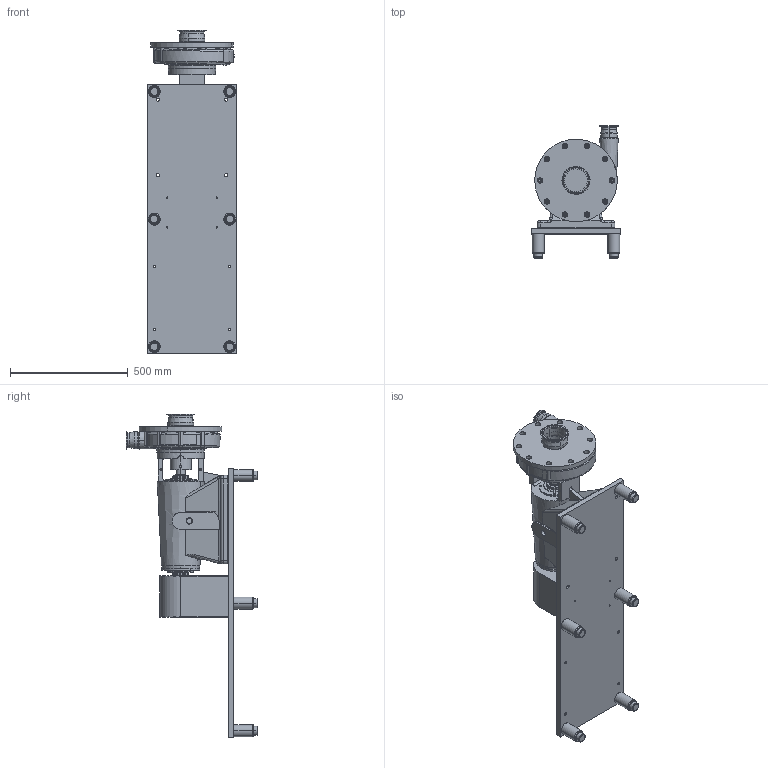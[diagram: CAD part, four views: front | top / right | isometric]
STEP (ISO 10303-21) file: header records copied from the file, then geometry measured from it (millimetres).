
FILE_DESCRIPTION (( 'STEP AP214' ), '1' );
FILE_NAME ('FPH 3552 4 X 2.5 CLAMP 326TS ADJ LEGS.STEP', '2023-11-02T14:11:49', ( '' ), ( '' ), 'SwSTEP 2.0', 'SolidWorks 2023', '' );
FILE_SCHEMA (( 'AUTOMOTIVE_DESIGN' ));
Length unit declared in the file: millimetre
Products named in the file (1): FPH 3552 4 X 2.5 CLAMP 326TS ADJ LEGS
Bounding box: 381 x 558.03 x 1373 mm (x, y, z)
Volume: 32500305.1 mm3; surface area: 2954081 mm2
Topology: 5 solids, 11 shells, 1138 faces, 2774 edges, 1723 vertices
Faces by surface type: cylinder 509, plane 301, cone 172, torus 94, bspline 56, sphere 6
Entity records: 40873 total; most frequent: CARTESIAN_POINT 14071, DIRECTION 5833, ORIENTED_EDGE 5454, EDGE_CURVE 2727, AXIS2_PLACEMENT_3D 2407, VERTEX_POINT 1723, EDGE_LOOP 1336, CIRCLE 1324
